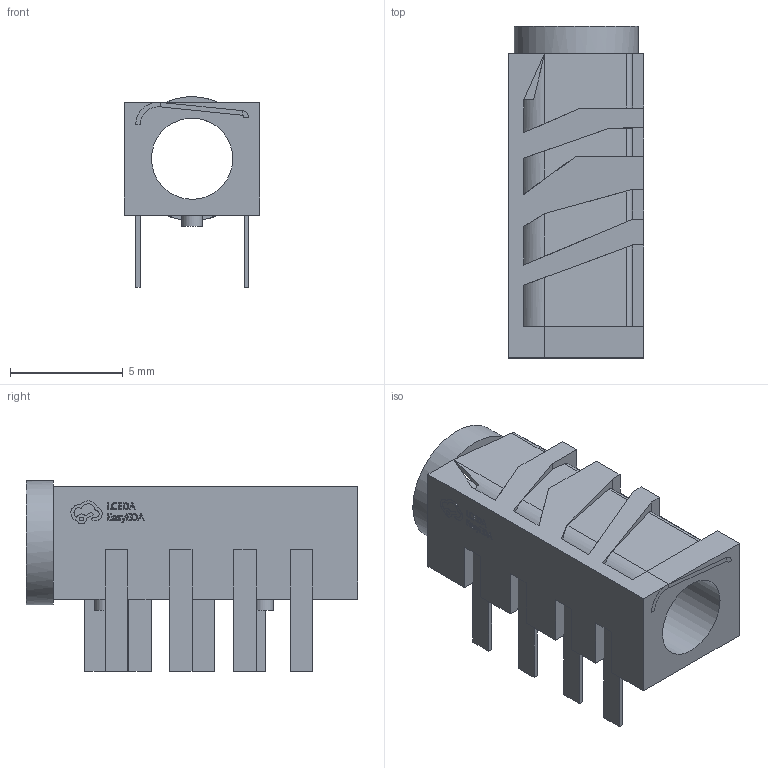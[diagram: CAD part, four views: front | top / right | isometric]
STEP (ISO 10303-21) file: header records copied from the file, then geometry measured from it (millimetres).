
FILE_DESCRIPTION(/* description */ ('','CAx-IF Rec.Pracs.---Representation and Presentation of Product Manufacturing Information (PMI)---4.0---2014-10-13'),/* implementation_level */ '2;1');
FILE_NAME(/* name */ '13lB-AUDIO1-AUDIO-TH_PJ-3930-8A.step',/* time_stamp */ '2025-03-19T16:43:02+08:00',/* author */ (''),/* organization */ (''),/* preprocessor_version */ 'ST-DEVELOPER v20',/* originating_system */ 'Autodesk Translation Framework v13.20.0.188',/* authorisation */ '');
FILE_SCHEMA (('AP242_MANAGED_MODEL_BASED_3D_ENGINEERING_MIM_LF { 1 0 10303 442 1 1 4 }'));
Length unit declared in the file: millimetre
Products named in the file (2): 13lB-AUDIO1-AUDIO-TH_PJ-3930-8A; COMPOUND
Assembly tree (1 placements, depth 2):
  13lB-AUDIO1-AUDIO-TH_PJ-3930-8A
    COMPOUND
Bounding box: 6.01 x 14.7 x 8.45 mm (x, y, z)
Volume: 258.5 mm3; surface area: 850.3 mm2
Topology: 5 solids, 5 shells, 488 faces, 1331 edges, 877 vertices
Faces by surface type: plane 356, bspline 112, cylinder 20
Full cylindrical faces by diameter (mm): 0.9 x2, 3.6 x1, 5.5 x1
Entity records: 17010 total; most frequent: CARTESIAN_POINT 4539, ORIENTED_EDGE 2662, DIRECTION 2089, EDGE_CURVE 1331, LINE 1051, VECTOR 1051, VERTEX_POINT 877, EDGE_LOOP 522
